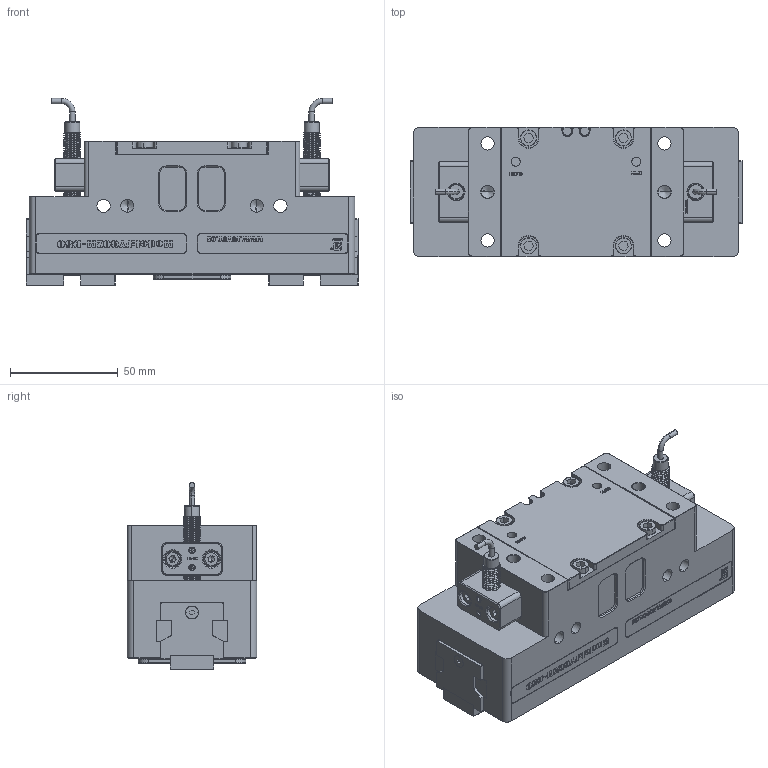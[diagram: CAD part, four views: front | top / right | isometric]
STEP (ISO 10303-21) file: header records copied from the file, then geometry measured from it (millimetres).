
FILE_DESCRIPTION (( 'STEP AP203' ), '1' );
FILE_NAME ('絳寢遴謗蛈D50軞傖.STEP', '2020-02-14T04:47:35', ( 'User' ), ( 'Microsoft' ), 'SwSTEP 2.0', 'SolidWorks 2015', '' );
FILE_SCHEMA (( 'CONFIG_CONTROL_DESIGN' ));
Length unit declared in the file: millimetre
Products named in the file (15): hex socket set screws with flat point gb_GB_FASTENER_SCREWS_HSFP M3X5-N; 絳寢遴謗蛈D50ヶ裔; 导轨式两爪D50调节螺钉; 棠沺10.3X1.5; 絳寢遴謗蛈D50褲极; 絳寢遴謗蛈D50綴裔; 絳寢遴謗蛈D50軞傖; 絳寢謗蛈D50滅鳥欶; M8接近开关安装支架-D50两爪; hexagon socket head cap screws gb_GB_FASTENER_SCREWS_HSHCS M4X8-N; 絳寢遴謗蛈D50猾裔; M5X10傻蹟隊; 諉輪羲壽M8; 絳寢宒謗蛈D50賑輸; 导轨款两爪D50导轨孔距15
Assembly tree (32 placements, depth 2):
  絳寢遴謗蛈D50軞傖
    絳寢遴謗蛈D50褲极
    絳寢謗蛈D50滅鳥欶  x2
    hexagon socket head cap screws gb_GB_FASTENER_SCREWS_HSHCS M4X8-N  x4
    hex socket set screws with flat point gb_GB_FASTENER_SCREWS_HSFP M3X5-N  x4
    导轨式两爪D50调节螺钉  x2
    絳寢遴謗蛈D50綴裔
    M8接近开关安装支架-D50两爪  x2
    絳寢遴謗蛈D50猾裔  x4
    M5X10傻蹟隊  x4
    諉輪羲壽M8  x2
    絳寢宒謗蛈D50賑輸  x2
    导轨款两爪D50导轨孔距15  x2
    絳寢遴謗蛈D50ヶ裔
    棠沺10.3X1.5
Bounding box: 154 x 60 x 86.85 mm (x, y, z)
Volume: 460657.3 mm3; surface area: 132456.3 mm2
Topology: 32 solids, 32 shells, 4262 faces, 11191 edges, 7272 vertices
Faces by surface type: plane 2335, bspline 1076, cylinder 545, cone 262, torus 44
Entity records: 96146 total; most frequent: CARTESIAN_POINT 46593, ORIENTED_EDGE 10880, DIRECTION 7909, EDGE_CURVE 5440, VERTEX_POINT 3534, LINE 3465, VECTOR 3465, EDGE_LOOP 2286
